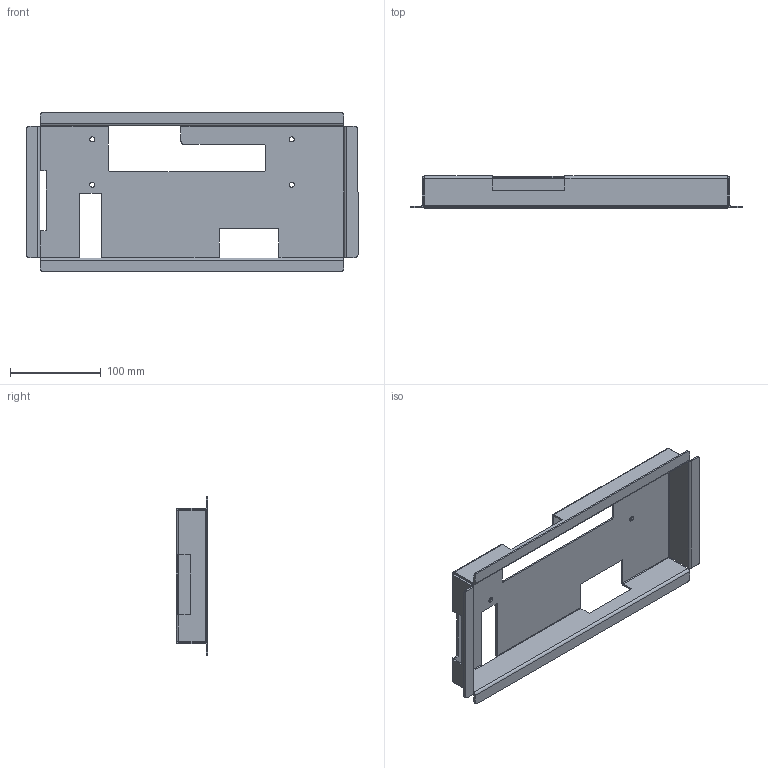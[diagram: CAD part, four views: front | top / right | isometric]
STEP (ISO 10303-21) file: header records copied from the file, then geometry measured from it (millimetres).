
FILE_DESCRIPTION (( 'STEP AP214' ), '1' );
FILE_NAME ('78051612B.STEP', '2019-01-28T13:21:41', ( '' ), ( '' ), 'SwSTEP 2.0', 'SolidWorks 2016', '' );
FILE_SCHEMA (( 'AUTOMOTIVE_DESIGN' ));
Length unit declared in the file: inch
Products named in the file (1): 78051612B
Bounding box: 366.33 x 35.05 x 176.35 mm (x, y, z)
Volume: 150696.7 mm3; surface area: 163537.3 mm2
Topology: 1 solids, 1 shells, 116 faces, 302 edges, 180 vertices
Faces by surface type: plane 64, cylinder 44, bspline 8
Entity records: 3906 total; most frequent: CARTESIAN_POINT 1023, ORIENTED_EDGE 604, DIRECTION 576, EDGE_CURVE 302, LINE 214, VECTOR 214, AXIS2_PLACEMENT_3D 181, VERTEX_POINT 180
